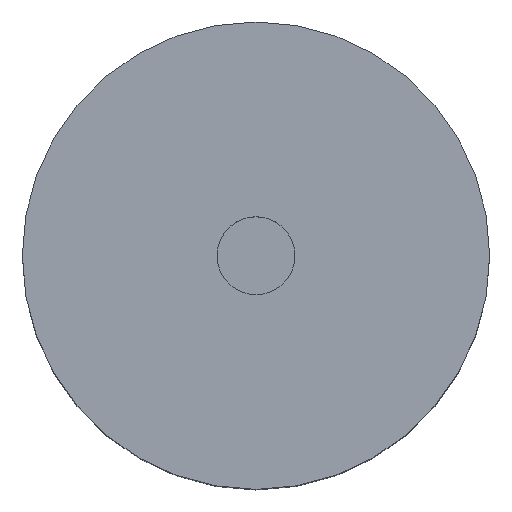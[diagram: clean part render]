
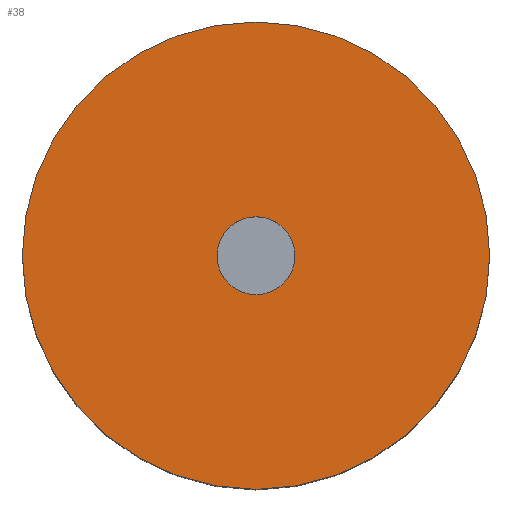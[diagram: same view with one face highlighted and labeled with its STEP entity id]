
A CAD part, top view. The second image highlights one B-rep face of the part: STEP entity #38.
In plain terms, the highlighted planar face has unit normal (0, 0, 1).
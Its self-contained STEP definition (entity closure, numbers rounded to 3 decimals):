
#1 = EDGE_CURVE ( 'NONE', #546, #230, #160, .T. ) ;
#17 = CIRCLE ( 'NONE', #527, 1. ) ;
#33 = CARTESIAN_POINT ( 'NONE',  ( 6., 0., 9. ) ) ;
#38 = ADVANCED_FACE ( 'NONE', ( #405, #226 ), #135, .T. ) ;
#65 = ORIENTED_EDGE ( 'NONE', *, *, #83, .F. ) ;
#67 = DIRECTION ( 'NONE',  ( 0., 0., 1. ) ) ;
#78 = VERTEX_POINT ( 'NONE', #709 ) ;
#81 = EDGE_CURVE ( 'NONE', #78, #566, #206, .T. ) ;
#83 = EDGE_CURVE ( 'NONE', #230, #546, #17, .T. ) ;
#120 = CARTESIAN_POINT ( 'NONE',  ( 0., 0., 9. ) ) ;
#135 = PLANE ( 'NONE',  #559 ) ;
#138 = ORIENTED_EDGE ( 'NONE', *, *, #81, .T. ) ;
#157 = CARTESIAN_POINT ( 'NONE',  ( 0., 0., 9. ) ) ;
#160 = CIRCLE ( 'NONE', #234, 1. ) ;
#206 = CIRCLE ( 'NONE', #594, 6. ) ;
#208 = CIRCLE ( 'NONE', #547, 6. ) ;
#226 = FACE_BOUND ( 'NONE', #255, .T. ) ;
#230 = VERTEX_POINT ( 'NONE', #715 ) ;
#234 = AXIS2_PLACEMENT_3D ( 'NONE', #120, #342, #402 ) ;
#255 = EDGE_LOOP ( 'NONE', ( #570, #65 ) ) ;
#300 = DIRECTION ( 'NONE',  ( 0., 0., 1. ) ) ;
#302 = CARTESIAN_POINT ( 'NONE',  ( 0., 0., 9. ) ) ;
#342 = DIRECTION ( 'NONE',  ( 0., 0., 1. ) ) ;
#349 = EDGE_CURVE ( 'NONE', #566, #78, #208, .T. ) ;
#352 = DIRECTION ( 'NONE',  ( 1., 0., 0. ) ) ;
#356 = DIRECTION ( 'NONE',  ( 1., 0., 0. ) ) ;
#402 = DIRECTION ( 'NONE',  ( 1., 0., 0. ) ) ;
#405 = FACE_OUTER_BOUND ( 'NONE', #707, .T. ) ;
#431 = DIRECTION ( 'NONE',  ( 1., 0., 0. ) ) ;
#454 = DIRECTION ( 'NONE',  ( 1., 0., 0. ) ) ;
#460 = ORIENTED_EDGE ( 'NONE', *, *, #349, .T. ) ;
#526 = DIRECTION ( 'NONE',  ( 0., 0., 1. ) ) ;
#527 = AXIS2_PLACEMENT_3D ( 'NONE', #157, #548, #431 ) ;
#546 = VERTEX_POINT ( 'NONE', #633 ) ;
#547 = AXIS2_PLACEMENT_3D ( 'NONE', #630, #300, #356 ) ;
#548 = DIRECTION ( 'NONE',  ( 0., 0., 1. ) ) ;
#559 = AXIS2_PLACEMENT_3D ( 'NONE', #302, #526, #352 ) ;
#566 = VERTEX_POINT ( 'NONE', #33 ) ;
#570 = ORIENTED_EDGE ( 'NONE', *, *, #1, .F. ) ;
#594 = AXIS2_PLACEMENT_3D ( 'NONE', #599, #67, #454 ) ;
#599 = CARTESIAN_POINT ( 'NONE',  ( 0., 0., 9. ) ) ;
#630 = CARTESIAN_POINT ( 'NONE',  ( 0., 0., 9. ) ) ;
#633 = CARTESIAN_POINT ( 'NONE',  ( 1., 0., 9. ) ) ;
#707 = EDGE_LOOP ( 'NONE', ( #460, #138 ) ) ;
#709 = CARTESIAN_POINT ( 'NONE',  ( -6., 0., 9. ) ) ;
#715 = CARTESIAN_POINT ( 'NONE',  ( -1., 0., 9. ) ) ;
